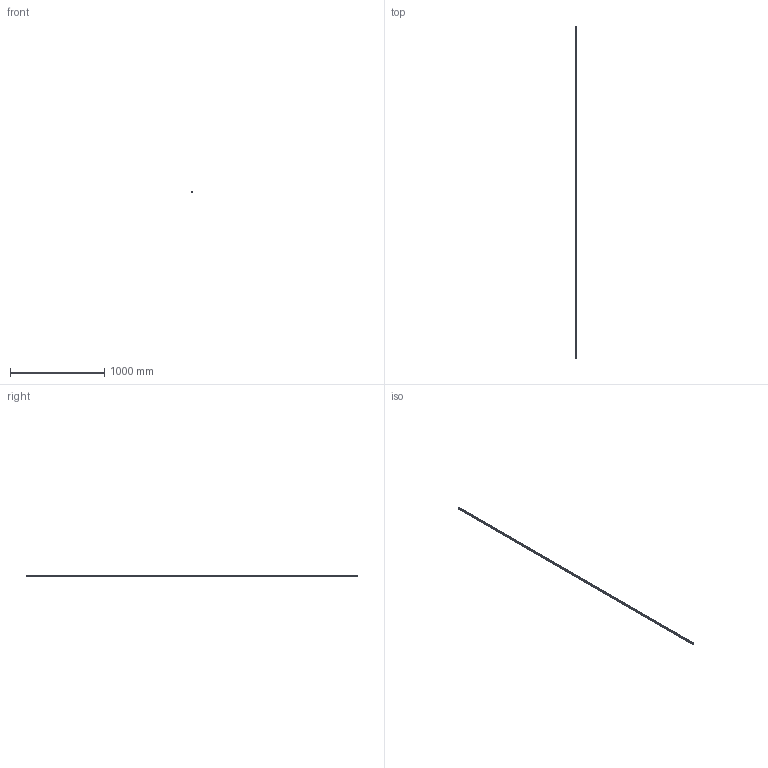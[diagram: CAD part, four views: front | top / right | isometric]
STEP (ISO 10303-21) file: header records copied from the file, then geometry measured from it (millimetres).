
FILE_DESCRIPTION(('STEP AP214'),'1');
FILE_NAME('cctmp_B40305B1-C84B-4E64-82A0-D576287B017D_2020_4_23_10_13_25_900..stp','2020-04-23T08:13:26',('HIWIN GmbH'),('CADClick - www.CADClick.com'),'Spatial InterOp 3D',' ','unknown authorization');
FILE_SCHEMA(('AUTOMOTIVE_DESIGN'));
Length unit declared in the file: millimetre
Products named in the file (1): HGR15R3520H_FILE
Bounding box: 15 x 3520 x 15 mm (x, y, z)
Volume: 646615.3 mm3; surface area: 234370.2 mm2
Topology: 1 solids, 1 shells, 646 faces, 1389 edges, 926 vertices
Faces by surface type: cylinder 380, plane 266
Entity records: 23065 total; most frequent: DIRECTION 3443, CARTESIAN_POINT 2962, ORIENTED_EDGE 2778, AXIS2_PLACEMENT_3D 1407, EDGE_CURVE 1389, VERTEX_POINT 926, EDGE_LOOP 827, CIRCLE 760
